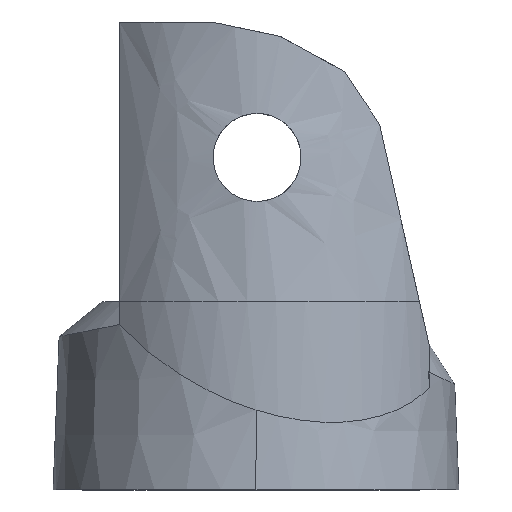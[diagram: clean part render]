
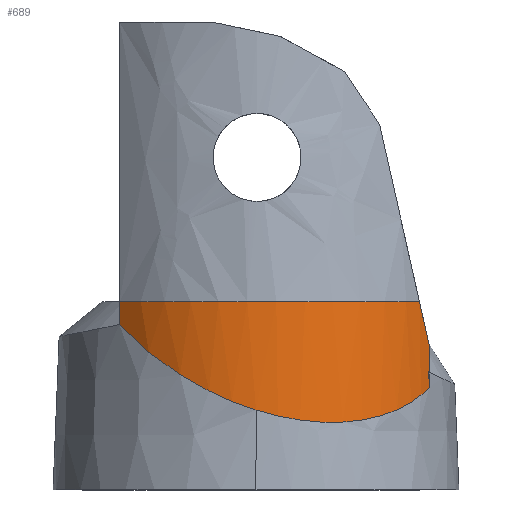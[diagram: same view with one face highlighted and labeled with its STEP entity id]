
A CAD part, left-side view. The second image highlights one B-rep face of the part: STEP entity #689.
In plain terms, the highlighted cylindrical face has radius 6.955 mm (diameter 13.911 mm), a partial arc.
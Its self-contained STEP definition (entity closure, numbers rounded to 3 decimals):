
#10 = LINE ( 'NONE', #36, #782 ) ;
#17 = VERTEX_POINT ( 'NONE', #480 ) ;
#18 = CARTESIAN_POINT ( 'NONE',  ( 3.931, 28.359, 3.232 ) ) ;
#22 = CARTESIAN_POINT ( 'NONE',  ( 4.202, 29.775, 3.864 ) ) ;
#36 = CARTESIAN_POINT ( 'NONE',  ( 7.579, 21.641, 0.195 ) ) ;
#50 = EDGE_CURVE ( 'NONE', #1560, #1371, #1361, .T. ) ;
#52 = CARTESIAN_POINT ( 'NONE',  ( 6.77, 22.143, 6.956 ) ) ;
#103 = B_SPLINE_CURVE_WITH_KNOTS ( 'NONE', 3,
 ( #272, #903, #397, #779, #646, #522, #887, #22, #510, #1022, #761, #18, #1380, #634 ),
 .UNSPECIFIED., .F., .F.,
 ( 4, 2, 2, 2, 2, 2, 4 ),
 ( 0., 0.002, 0.003, 0.004, 0.005, 0.005, 0.006 ),
 .UNSPECIFIED. ) ;
#111 = CARTESIAN_POINT ( 'NONE',  ( 7.068, 21.936, 3.599 ) ) ;
#118 = CARTESIAN_POINT ( 'NONE',  ( 7.323, 21.779, 3.739 ) ) ;
#166 = DIRECTION ( 'NONE',  ( 0., 0., 1. ) ) ;
#175 =( BOUNDED_CURVE ( )  B_SPLINE_CURVE ( 3, ( #976, #464, #1209, #704 ),
 .UNSPECIFIED., .F., .T. ) 
 B_SPLINE_CURVE_WITH_KNOTS ( ( 4, 4 ),
 ( 2.55, 2.649 ),
 .UNSPECIFIED. ) 
 CURVE ( )  GEOMETRIC_REPRESENTATION_ITEM ( )  RATIONAL_B_SPLINE_CURVE ( ( 1., 0.999, 0.999, 1. ) ) 
 REPRESENTATION_ITEM ( '' )  );
#178 = DIRECTION ( 'NONE',  ( 0., 0., 1. ) ) ;
#179 = CARTESIAN_POINT ( 'NONE',  ( 6.364, 22.469, 6.956 ) ) ;
#183 = DIRECTION ( 'NONE',  ( -1., 0., 0. ) ) ;
#203 = ORIENTED_EDGE ( 'NONE', *, *, #1395, .T. ) ;
#218 = CARTESIAN_POINT ( 'NONE',  ( 6.986, 21.998, 6.956 ) ) ;
#228 = EDGE_CURVE ( 'NONE', #1558, #1445, #493, .T. ) ;
#233 = CARTESIAN_POINT ( 'NONE',  ( 4.748, 24.448, 2.648 ) ) ;
#236 = AXIS2_PLACEMENT_3D ( 'NONE', #914, #178, #183 ) ;
#250 = CARTESIAN_POINT ( 'NONE',  ( 4.596, 24.743, 2.626 ) ) ;
#272 = CARTESIAN_POINT ( 'NONE',  ( 6.015, 32.755, 6.13 ) ) ;
#278 = DIRECTION ( 'NONE',  ( -1., 0., 0. ) ) ;
#301 = ORIENTED_EDGE ( 'NONE', *, *, #658, .F. ) ;
#303 = CARTESIAN_POINT ( 'NONE',  ( 6.015, 32.755, 6.13 ) ) ;
#371 = VECTOR ( 'NONE', #1410, 1000. ) ;
#377 = EDGE_CURVE ( 'NONE', #1023, #17, #175, .T. ) ;
#397 = CARTESIAN_POINT ( 'NONE',  ( 5.436, 32.138, 5.505 ) ) ;
#460 = AXIS2_PLACEMENT_3D ( 'NONE', #1259, #1373, #1149 ) ;
#464 = CARTESIAN_POINT ( 'NONE',  ( 7.178, 21.869, 6.382 ) ) ;
#480 = CARTESIAN_POINT ( 'NONE',  ( 7.579, 21.641, 5.366 ) ) ;
#493 = CIRCLE ( 'NONE', #236, 6.955 ) ;
#510 = CARTESIAN_POINT ( 'NONE',  ( 4.138, 29.549, 3.747 ) ) ;
#522 = CARTESIAN_POINT ( 'NONE',  ( 4.437, 30.433, 4.238 ) ) ;
#539 = EDGE_CURVE ( 'NONE', #1539, #1558, #888, .T. ) ;
#564 = CIRCLE ( 'NONE', #1155, 6.955 ) ;
#568 = CARTESIAN_POINT ( 'NONE',  ( 6.015, 32.755, 0.195 ) ) ;
#594 = CARTESIAN_POINT ( 'NONE',  ( 5.084, 23.892, 2.727 ) ) ;
#611 = CARTESIAN_POINT ( 'NONE',  ( 4.349, 30.201, 6.956 ) ) ;
#614 = EDGE_CURVE ( 'NONE', #721, #1560, #103, .T. ) ;
#619 = CARTESIAN_POINT ( 'NONE',  ( 6.342, 22.479, 3.227 ) ) ;
#634 = CARTESIAN_POINT ( 'NONE',  ( 3.911, 27.856, 3.065 ) ) ;
#646 = CARTESIAN_POINT ( 'NONE',  ( 4.718, 31.055, 4.638 ) ) ;
#649 = FACE_OUTER_BOUND ( 'NONE', #770, .T. ) ;
#658 = EDGE_CURVE ( 'NONE', #907, #1539, #564, .T. ) ;
#670 = AXIS2_PLACEMENT_3D ( 'NONE', #1104, #727, #749 ) ;
#689 = ADVANCED_FACE ( 'NONE', ( #649 ), #1549, .T. ) ;
#704 = CARTESIAN_POINT ( 'NONE',  ( 7.579, 21.641, 5.366 ) ) ;
#721 = VERTEX_POINT ( 'NONE', #303 ) ;
#727 = DIRECTION ( 'NONE',  ( 0., 0., 1. ) ) ;
#729 = CARTESIAN_POINT ( 'NONE',  ( 4.439, 25.113, 6.956 ) ) ;
#734 = CARTESIAN_POINT ( 'NONE',  ( 3.908, 27.545, 2.968 ) ) ;
#741 = CARTESIAN_POINT ( 'NONE',  ( 4.003, 26.597, 2.751 ) ) ;
#749 = DIRECTION ( 'NONE',  ( -1., 0., 0. ) ) ;
#761 = CARTESIAN_POINT ( 'NONE',  ( 3.99, 28.847, 3.424 ) ) ;
#770 = EDGE_LOOP ( 'NONE', ( #845, #1400, #203, #991, #1398, #301, #1093, #1479, #1411 ) ) ;
#779 = CARTESIAN_POINT ( 'NONE',  ( 4.939, 31.435, 4.919 ) ) ;
#782 = VECTOR ( 'NONE', #166, 1000. ) ;
#845 = ORIENTED_EDGE ( 'NONE', *, *, #1262, .T. ) ;
#862 = CARTESIAN_POINT ( 'NONE',  ( 5.889, 22.903, 3.021 ) ) ;
#882 = EDGE_CURVE ( 'NONE', #721, #907, #1276, .T. ) ;
#887 = CARTESIAN_POINT ( 'NONE',  ( 4.351, 30.217, 4.109 ) ) ;
#888 = CIRCLE ( 'NONE', #670, 6.955 ) ;
#903 = CARTESIAN_POINT ( 'NONE',  ( 5.712, 32.46, 5.812 ) ) ;
#907 = VERTEX_POINT ( 'NONE', #1297 ) ;
#914 = CARTESIAN_POINT ( 'NONE',  ( 10.866, 27.771, 6.956 ) ) ;
#921 = CARTESIAN_POINT ( 'NONE',  ( 6.562, 22.301, 6.956 ) ) ;
#976 = CARTESIAN_POINT ( 'NONE',  ( 6.986, 21.998, 6.956 ) ) ;
#978 = CARTESIAN_POINT ( 'NONE',  ( 7.579, 21.641, 3.887 ) ) ;
#984 = CARTESIAN_POINT ( 'NONE',  ( 4.235, 25.648, 2.634 ) ) ;
#991 = ORIENTED_EDGE ( 'NONE', *, *, #228, .F. ) ;
#992 = CARTESIAN_POINT ( 'NONE',  ( 4.341, 25.341, 2.619 ) ) ;
#1022 = CARTESIAN_POINT ( 'NONE',  ( 4.032, 29.085, 3.528 ) ) ;
#1023 = VERTEX_POINT ( 'NONE', #218 ) ;
#1055 = CARTESIAN_POINT ( 'NONE',  ( 6.986, 21.998, 6.956 ) ) ;
#1060 = CARTESIAN_POINT ( 'NONE',  ( 6.364, 22.469, 6.956 ) ) ;
#1093 = ORIENTED_EDGE ( 'NONE', *, *, #882, .F. ) ;
#1104 = CARTESIAN_POINT ( 'NONE',  ( 10.866, 27.771, 6.956 ) ) ;
#1106 = B_SPLINE_CURVE_WITH_KNOTS ( 'NONE', 3,
 ( #1055, #52, #921, #179 ),
 .UNSPECIFIED., .F., .F.,
 ( 4, 4 ),
 ( 0.47, 1. ),
 .UNSPECIFIED. ) ;
#1112 = CARTESIAN_POINT ( 'NONE',  ( 5.269, 23.63, 2.784 ) ) ;
#1127 = DIRECTION ( 'NONE',  ( 0., 0., 1. ) ) ;
#1149 = DIRECTION ( 'NONE',  ( 1., 0., 0. ) ) ;
#1155 = AXIS2_PLACEMENT_3D ( 'NONE', #1484, #1127, #278 ) ;
#1209 = CARTESIAN_POINT ( 'NONE',  ( 7.376, 21.75, 5.852 ) ) ;
#1230 = CARTESIAN_POINT ( 'NONE',  ( 5.67, 23.136, 2.931 ) ) ;
#1259 = CARTESIAN_POINT ( 'NONE',  ( 10.866, 27.771, 0.195 ) ) ;
#1262 = EDGE_CURVE ( 'NONE', #1371, #17, #10, .T. ) ;
#1276 = LINE ( 'NONE', #568, #371 ) ;
#1292 = CARTESIAN_POINT ( 'NONE',  ( 7.579, 21.641, 3.887 ) ) ;
#1297 = CARTESIAN_POINT ( 'NONE',  ( 6.015, 32.755, 6.956 ) ) ;
#1327 = CARTESIAN_POINT ( 'NONE',  ( 4.066, 26.275, 2.7 ) ) ;
#1361 = B_SPLINE_CURVE_WITH_KNOTS ( 'NONE', 3,
 ( #1591, #734, #1597, #741, #1327, #984, #992, #250, #233, #594, #1112, #1230, #862, #619, #1452, #111, #118, #978 ),
 .UNSPECIFIED., .F., .F.,
 ( 4, 2, 2, 2, 2, 2, 2, 2, 4 ),
 ( 0.006, 0.007, 0.008, 0.009, 0.01, 0.011, 0.012, 0.013, 0.014 ),
 .UNSPECIFIED. ) ;
#1371 = VERTEX_POINT ( 'NONE', #1292 ) ;
#1373 = DIRECTION ( 'NONE',  ( 0., 0., 1. ) ) ;
#1380 = CARTESIAN_POINT ( 'NONE',  ( 3.914, 28.108, 3.144 ) ) ;
#1395 = EDGE_CURVE ( 'NONE', #1023, #1445, #1106, .T. ) ;
#1398 = ORIENTED_EDGE ( 'NONE', *, *, #539, .F. ) ;
#1400 = ORIENTED_EDGE ( 'NONE', *, *, #377, .F. ) ;
#1410 = DIRECTION ( 'NONE',  ( 0., 0., 1. ) ) ;
#1411 = ORIENTED_EDGE ( 'NONE', *, *, #50, .T. ) ;
#1445 = VERTEX_POINT ( 'NONE', #1060 ) ;
#1452 = CARTESIAN_POINT ( 'NONE',  ( 6.578, 22.286, 3.343 ) ) ;
#1479 = ORIENTED_EDGE ( 'NONE', *, *, #614, .T. ) ;
#1484 = CARTESIAN_POINT ( 'NONE',  ( 10.866, 27.771, 6.956 ) ) ;
#1539 = VERTEX_POINT ( 'NONE', #611 ) ;
#1549 = CYLINDRICAL_SURFACE ( 'NONE', #460, 6.955 ) ;
#1558 = VERTEX_POINT ( 'NONE', #729 ) ;
#1560 = VERTEX_POINT ( 'NONE', #1583 ) ;
#1583 = CARTESIAN_POINT ( 'NONE',  ( 3.911, 27.856, 3.065 ) ) ;
#1591 = CARTESIAN_POINT ( 'NONE',  ( 3.911, 27.856, 3.065 ) ) ;
#1597 = CARTESIAN_POINT ( 'NONE',  ( 3.925, 27.231, 2.885 ) ) ;
